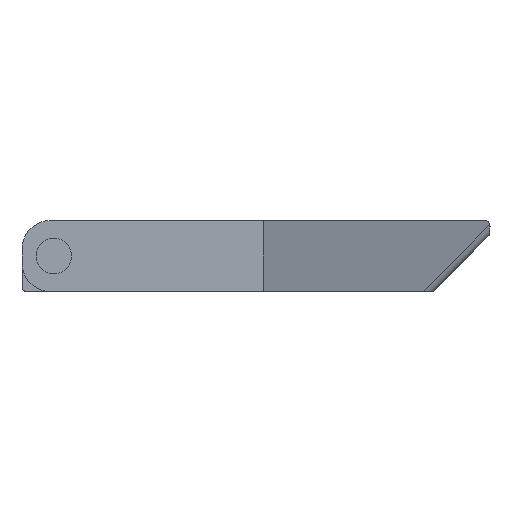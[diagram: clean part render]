
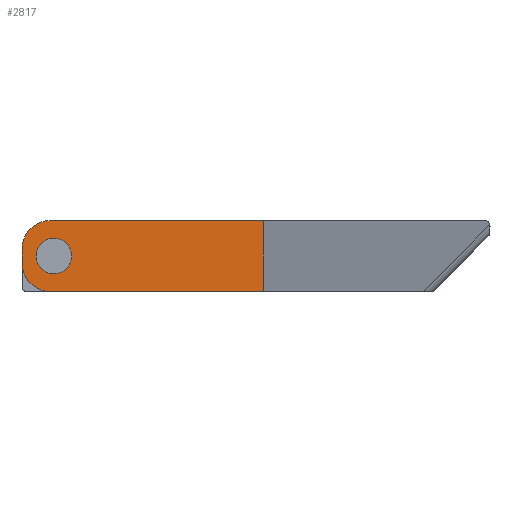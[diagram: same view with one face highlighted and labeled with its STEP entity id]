
A CAD part, left-side view. The second image highlights one B-rep face of the part: STEP entity #2817.
In plain terms, the highlighted planar face has unit normal (-1, 0, 0).
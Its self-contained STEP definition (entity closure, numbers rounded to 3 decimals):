
#192 = PLANE('',#193);
#193 = AXIS2_PLACEMENT_3D('',#194,#195,#196);
#194 = CARTESIAN_POINT('',(0.,17.85,5.));
#195 = DIRECTION('',(-0.,-0.,-1.));
#196 = DIRECTION('',(-1.,0.,0.));
#248 = PLANE('',#249);
#249 = AXIS2_PLACEMENT_3D('',#250,#251,#252);
#250 = CARTESIAN_POINT('',(0.,17.85,0.));
#251 = DIRECTION('',(-0.,-0.,-1.));
#252 = DIRECTION('',(-1.,0.,0.));
#640 = VERTEX_POINT('',#641);
#641 = CARTESIAN_POINT('',(-9.,16.,0.));
#655 = PLANE('',#656);
#656 = AXIS2_PLACEMENT_3D('',#657,#658,#659);
#657 = CARTESIAN_POINT('',(-15.,0.,0.));
#658 = DIRECTION('',(-0.936,0.351,0.));
#659 = DIRECTION('',(0.351,0.936,0.));
#667 = EDGE_CURVE('',#640,#668,#670,.T.);
#668 = VERTEX_POINT('',#669);
#669 = CARTESIAN_POINT('',(-9.,31.,0.));
#670 = SURFACE_CURVE('',#671,(#675,#682),.PCURVE_S1.);
#671 = LINE('',#672,#673);
#672 = CARTESIAN_POINT('',(-9.,16.,0.));
#673 = VECTOR('',#674,1.);
#674 = DIRECTION('',(0.,1.,0.));
#675 = PCURVE('',#248,#676);
#676 = DEFINITIONAL_REPRESENTATION('',(#677),#681);
#677 = LINE('',#678,#679);
#678 = CARTESIAN_POINT('',(9.,-1.85));
#679 = VECTOR('',#680,1.);
#680 = DIRECTION('',(0.,1.));
#681 = ( GEOMETRIC_REPRESENTATION_CONTEXT(2) 
PARAMETRIC_REPRESENTATION_CONTEXT() REPRESENTATION_CONTEXT('2D SPACE',''
  ) );
#682 = PCURVE('',#683,#688);
#683 = PLANE('',#684);
#684 = AXIS2_PLACEMENT_3D('',#685,#686,#687);
#685 = CARTESIAN_POINT('',(-9.,16.,0.));
#686 = DIRECTION('',(-1.,0.,0.));
#687 = DIRECTION('',(0.,1.,0.));
#688 = DEFINITIONAL_REPRESENTATION('',(#689),#693);
#689 = LINE('',#690,#691);
#690 = CARTESIAN_POINT('',(0.,0.));
#691 = VECTOR('',#692,1.);
#692 = DIRECTION('',(1.,0.));
#693 = ( GEOMETRIC_REPRESENTATION_CONTEXT(2) 
PARAMETRIC_REPRESENTATION_CONTEXT() REPRESENTATION_CONTEXT('2D SPACE',''
  ) );
#711 = CYLINDRICAL_SURFACE('',#712,2.);
#712 = AXIS2_PLACEMENT_3D('',#713,#714,#715);
#713 = CARTESIAN_POINT('',(-9.,31.,2.));
#714 = DIRECTION('',(1.,0.,0.));
#715 = DIRECTION('',(0.,1.,0.));
#1260 = VERTEX_POINT('',#1261);
#1261 = CARTESIAN_POINT('',(-9.,16.,5.));
#1282 = EDGE_CURVE('',#1260,#1283,#1285,.T.);
#1283 = VERTEX_POINT('',#1284);
#1284 = CARTESIAN_POINT('',(-9.,31.,5.));
#1285 = SURFACE_CURVE('',#1286,(#1290,#1297),.PCURVE_S1.);
#1286 = LINE('',#1287,#1288);
#1287 = CARTESIAN_POINT('',(-9.,16.,5.));
#1288 = VECTOR('',#1289,1.);
#1289 = DIRECTION('',(0.,1.,0.));
#1290 = PCURVE('',#192,#1291);
#1291 = DEFINITIONAL_REPRESENTATION('',(#1292),#1296);
#1292 = LINE('',#1293,#1294);
#1293 = CARTESIAN_POINT('',(9.,-1.85));
#1294 = VECTOR('',#1295,1.);
#1295 = DIRECTION('',(0.,1.));
#1296 = ( GEOMETRIC_REPRESENTATION_CONTEXT(2) 
PARAMETRIC_REPRESENTATION_CONTEXT() REPRESENTATION_CONTEXT('2D SPACE',''
  ) );
#1297 = PCURVE('',#683,#1298);
#1298 = DEFINITIONAL_REPRESENTATION('',(#1299),#1303);
#1299 = LINE('',#1300,#1301);
#1300 = CARTESIAN_POINT('',(0.,-5.));
#1301 = VECTOR('',#1302,1.);
#1302 = DIRECTION('',(1.,0.));
#1303 = ( GEOMETRIC_REPRESENTATION_CONTEXT(2) 
PARAMETRIC_REPRESENTATION_CONTEXT() REPRESENTATION_CONTEXT('2D SPACE',''
  ) );
#1321 = CYLINDRICAL_SURFACE('',#1322,2.);
#1322 = AXIS2_PLACEMENT_3D('',#1323,#1324,#1325);
#1323 = CARTESIAN_POINT('',(-9.,31.,3.));
#1324 = DIRECTION('',(1.,0.,0.));
#1325 = DIRECTION('',(0.,1.,0.));
#2705 = PLANE('',#2706);
#2706 = AXIS2_PLACEMENT_3D('',#2707,#2708,#2709);
#2707 = CARTESIAN_POINT('',(-9.,33.,0.));
#2708 = DIRECTION('',(0.,1.,0.));
#2709 = DIRECTION('',(1.,0.,0.));
#2771 = EDGE_CURVE('',#2772,#668,#2774,.T.);
#2772 = VERTEX_POINT('',#2773);
#2773 = CARTESIAN_POINT('',(-9.,33.,2.));
#2774 = SURFACE_CURVE('',#2775,(#2780,#2787),.PCURVE_S1.);
#2775 = CIRCLE('',#2776,2.);
#2776 = AXIS2_PLACEMENT_3D('',#2777,#2778,#2779);
#2777 = CARTESIAN_POINT('',(-9.,31.,2.));
#2778 = DIRECTION('',(-1.,0.,0.));
#2779 = DIRECTION('',(0.,0.,1.));
#2780 = PCURVE('',#711,#2781);
#2781 = DEFINITIONAL_REPRESENTATION('',(#2782),#2786);
#2782 = LINE('',#2783,#2784);
#2783 = CARTESIAN_POINT('',(1.571,-0.));
#2784 = VECTOR('',#2785,1.);
#2785 = DIRECTION('',(-1.,0.));
#2786 = ( GEOMETRIC_REPRESENTATION_CONTEXT(2) 
PARAMETRIC_REPRESENTATION_CONTEXT() REPRESENTATION_CONTEXT('2D SPACE',''
  ) );
#2787 = PCURVE('',#683,#2788);
#2788 = DEFINITIONAL_REPRESENTATION('',(#2789),#2793);
#2789 = CIRCLE('',#2790,2.);
#2790 = AXIS2_PLACEMENT_2D('',#2791,#2792);
#2791 = CARTESIAN_POINT('',(15.,-2.));
#2792 = DIRECTION('',(0.,-1.));
#2793 = ( GEOMETRIC_REPRESENTATION_CONTEXT(2) 
PARAMETRIC_REPRESENTATION_CONTEXT() REPRESENTATION_CONTEXT('2D SPACE',''
  ) );
#2817 = ADVANCED_FACE('',(#2818,#2893),#683,.T.);
#2818 = FACE_BOUND('',#2819,.T.);
#2819 = EDGE_LOOP('',(#2820,#2843,#2844,#2845,#2866,#2867));
#2820 = ORIENTED_EDGE('',*,*,#2821,.F.);
#2821 = EDGE_CURVE('',#2772,#2822,#2824,.T.);
#2822 = VERTEX_POINT('',#2823);
#2823 = CARTESIAN_POINT('',(-9.,33.,3.));
#2824 = SURFACE_CURVE('',#2825,(#2829,#2836),.PCURVE_S1.);
#2825 = LINE('',#2826,#2827);
#2826 = CARTESIAN_POINT('',(-9.,33.,0.));
#2827 = VECTOR('',#2828,1.);
#2828 = DIRECTION('',(0.,0.,1.));
#2829 = PCURVE('',#683,#2830);
#2830 = DEFINITIONAL_REPRESENTATION('',(#2831),#2835);
#2831 = LINE('',#2832,#2833);
#2832 = CARTESIAN_POINT('',(17.,0.));
#2833 = VECTOR('',#2834,1.);
#2834 = DIRECTION('',(0.,-1.));
#2835 = ( GEOMETRIC_REPRESENTATION_CONTEXT(2) 
PARAMETRIC_REPRESENTATION_CONTEXT() REPRESENTATION_CONTEXT('2D SPACE',''
  ) );
#2836 = PCURVE('',#2705,#2837);
#2837 = DEFINITIONAL_REPRESENTATION('',(#2838),#2842);
#2838 = LINE('',#2839,#2840);
#2839 = CARTESIAN_POINT('',(0.,0.));
#2840 = VECTOR('',#2841,1.);
#2841 = DIRECTION('',(0.,-1.));
#2842 = ( GEOMETRIC_REPRESENTATION_CONTEXT(2) 
PARAMETRIC_REPRESENTATION_CONTEXT() REPRESENTATION_CONTEXT('2D SPACE',''
  ) );
#2843 = ORIENTED_EDGE('',*,*,#2771,.T.);
#2844 = ORIENTED_EDGE('',*,*,#667,.F.);
#2845 = ORIENTED_EDGE('',*,*,#2846,.T.);
#2846 = EDGE_CURVE('',#640,#1260,#2847,.T.);
#2847 = SURFACE_CURVE('',#2848,(#2852,#2859),.PCURVE_S1.);
#2848 = LINE('',#2849,#2850);
#2849 = CARTESIAN_POINT('',(-9.,16.,0.));
#2850 = VECTOR('',#2851,1.);
#2851 = DIRECTION('',(0.,0.,1.));
#2852 = PCURVE('',#683,#2853);
#2853 = DEFINITIONAL_REPRESENTATION('',(#2854),#2858);
#2854 = LINE('',#2855,#2856);
#2855 = CARTESIAN_POINT('',(0.,0.));
#2856 = VECTOR('',#2857,1.);
#2857 = DIRECTION('',(0.,-1.));
#2858 = ( GEOMETRIC_REPRESENTATION_CONTEXT(2) 
PARAMETRIC_REPRESENTATION_CONTEXT() REPRESENTATION_CONTEXT('2D SPACE',''
  ) );
#2859 = PCURVE('',#655,#2860);
#2860 = DEFINITIONAL_REPRESENTATION('',(#2861),#2865);
#2861 = LINE('',#2862,#2863);
#2862 = CARTESIAN_POINT('',(17.088,0.));
#2863 = VECTOR('',#2864,1.);
#2864 = DIRECTION('',(0.,-1.));
#2865 = ( GEOMETRIC_REPRESENTATION_CONTEXT(2) 
PARAMETRIC_REPRESENTATION_CONTEXT() REPRESENTATION_CONTEXT('2D SPACE',''
  ) );
#2866 = ORIENTED_EDGE('',*,*,#1282,.T.);
#2867 = ORIENTED_EDGE('',*,*,#2868,.F.);
#2868 = EDGE_CURVE('',#2822,#1283,#2869,.T.);
#2869 = SURFACE_CURVE('',#2870,(#2875,#2886),.PCURVE_S1.);
#2870 = CIRCLE('',#2871,2.);
#2871 = AXIS2_PLACEMENT_3D('',#2872,#2873,#2874);
#2872 = CARTESIAN_POINT('',(-9.,31.,3.));
#2873 = DIRECTION('',(1.,0.,-0.));
#2874 = DIRECTION('',(0.,0.,1.));
#2875 = PCURVE('',#683,#2876);
#2876 = DEFINITIONAL_REPRESENTATION('',(#2877),#2885);
#2877 = ( BOUNDED_CURVE() B_SPLINE_CURVE(2,(#2878,#2879,#2880,#2881,
#2882,#2883,#2884),.UNSPECIFIED.,.T.,.F.) B_SPLINE_CURVE_WITH_KNOTS((1,2
    ,2,2,2,1),(-2.094,0.,2.094,4.189,
6.283,8.378),.UNSPECIFIED.) CURVE() 
GEOMETRIC_REPRESENTATION_ITEM() RATIONAL_B_SPLINE_CURVE((1.,0.5,1.,0.5,
1.,0.5,1.)) REPRESENTATION_ITEM('') );
#2878 = CARTESIAN_POINT('',(15.,-5.));
#2879 = CARTESIAN_POINT('',(11.536,-5.));
#2880 = CARTESIAN_POINT('',(13.268,-2.));
#2881 = CARTESIAN_POINT('',(15.,1.));
#2882 = CARTESIAN_POINT('',(16.732,-2.));
#2883 = CARTESIAN_POINT('',(18.464,-5.));
#2884 = CARTESIAN_POINT('',(15.,-5.));
#2885 = ( GEOMETRIC_REPRESENTATION_CONTEXT(2) 
PARAMETRIC_REPRESENTATION_CONTEXT() REPRESENTATION_CONTEXT('2D SPACE',''
  ) );
#2886 = PCURVE('',#1321,#2887);
#2887 = DEFINITIONAL_REPRESENTATION('',(#2888),#2892);
#2888 = LINE('',#2889,#2890);
#2889 = CARTESIAN_POINT('',(-4.712,0.));
#2890 = VECTOR('',#2891,1.);
#2891 = DIRECTION('',(1.,0.));
#2892 = ( GEOMETRIC_REPRESENTATION_CONTEXT(2) 
PARAMETRIC_REPRESENTATION_CONTEXT() REPRESENTATION_CONTEXT('2D SPACE',''
  ) );
#2893 = FACE_BOUND('',#2894,.T.);
#2894 = EDGE_LOOP('',(#2895));
#2895 = ORIENTED_EDGE('',*,*,#2896,.T.);
#2896 = EDGE_CURVE('',#2897,#2897,#2899,.T.);
#2897 = VERTEX_POINT('',#2898);
#2898 = CARTESIAN_POINT('',(-9.,30.75,1.25));
#2899 = SURFACE_CURVE('',#2900,(#2905,#2916),.PCURVE_S1.);
#2900 = CIRCLE('',#2901,1.25);
#2901 = AXIS2_PLACEMENT_3D('',#2902,#2903,#2904);
#2902 = CARTESIAN_POINT('',(-9.,30.75,2.5));
#2903 = DIRECTION('',(1.,-0.,0.));
#2904 = DIRECTION('',(0.,0.,-1.));
#2905 = PCURVE('',#683,#2906);
#2906 = DEFINITIONAL_REPRESENTATION('',(#2907),#2915);
#2907 = ( BOUNDED_CURVE() B_SPLINE_CURVE(2,(#2908,#2909,#2910,#2911,
#2912,#2913,#2914),.UNSPECIFIED.,.T.,.F.) B_SPLINE_CURVE_WITH_KNOTS((1,2
    ,2,2,2,1),(-2.094,0.,2.094,4.189,
6.283,8.378),.UNSPECIFIED.) CURVE() 
GEOMETRIC_REPRESENTATION_ITEM() RATIONAL_B_SPLINE_CURVE((1.,0.5,1.,0.5,
1.,0.5,1.)) REPRESENTATION_ITEM('') );
#2908 = CARTESIAN_POINT('',(14.75,-1.25));
#2909 = CARTESIAN_POINT('',(16.915,-1.25));
#2910 = CARTESIAN_POINT('',(15.833,-3.125));
#2911 = CARTESIAN_POINT('',(14.75,-5.));
#2912 = CARTESIAN_POINT('',(13.667,-3.125));
#2913 = CARTESIAN_POINT('',(12.585,-1.25));
#2914 = CARTESIAN_POINT('',(14.75,-1.25));
#2915 = ( GEOMETRIC_REPRESENTATION_CONTEXT(2) 
PARAMETRIC_REPRESENTATION_CONTEXT() REPRESENTATION_CONTEXT('2D SPACE',''
  ) );
#2916 = PCURVE('',#2917,#2922);
#2917 = CYLINDRICAL_SURFACE('',#2918,1.25);
#2918 = AXIS2_PLACEMENT_3D('',#2919,#2920,#2921);
#2919 = CARTESIAN_POINT('',(-11.,30.75,2.5));
#2920 = DIRECTION('',(1.,0.,0.));
#2921 = DIRECTION('',(0.,0.,-1.));
#2922 = DEFINITIONAL_REPRESENTATION('',(#2923),#2927);
#2923 = LINE('',#2924,#2925);
#2924 = CARTESIAN_POINT('',(0.,2.));
#2925 = VECTOR('',#2926,1.);
#2926 = DIRECTION('',(1.,0.));
#2927 = ( GEOMETRIC_REPRESENTATION_CONTEXT(2) 
PARAMETRIC_REPRESENTATION_CONTEXT() REPRESENTATION_CONTEXT('2D SPACE',''
  ) );
